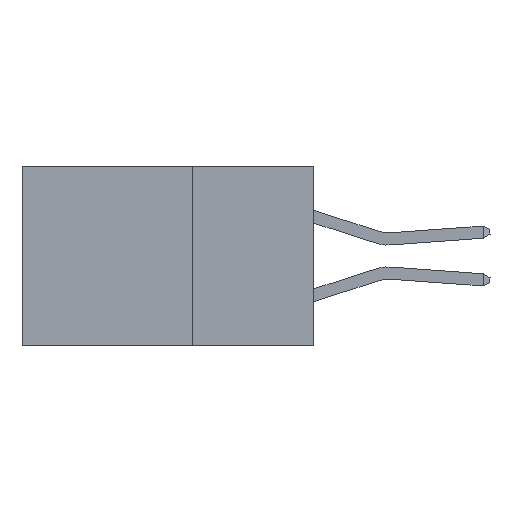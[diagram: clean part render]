
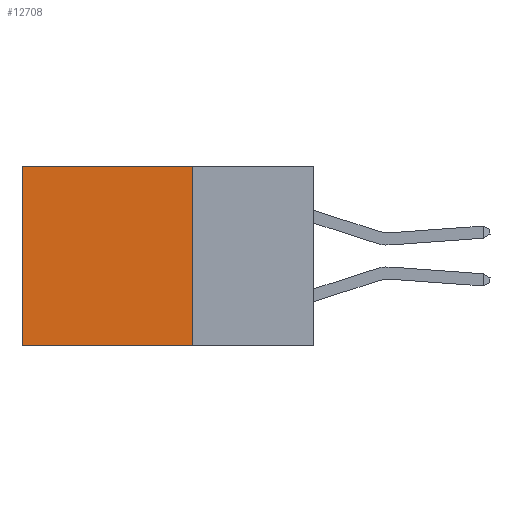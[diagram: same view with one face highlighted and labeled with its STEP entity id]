
A CAD part, left-side view. The second image highlights one B-rep face of the part: STEP entity #12708.
In plain terms, the highlighted planar face has unit normal (-1, 0, 0).
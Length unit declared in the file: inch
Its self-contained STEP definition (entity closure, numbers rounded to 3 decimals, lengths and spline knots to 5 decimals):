
#602 = CARTESIAN_POINT ( 'NONE',  ( 0.2875, 0.6, 0. ) ) ;
#612 = VERTEX_POINT ( 'NONE', #14690 ) ;
#683 = ORIENTED_EDGE ( 'NONE', *, *, #17567, .F. ) ;
#1171 = VERTEX_POINT ( 'NONE', #19941 ) ;
#1883 = VERTEX_POINT ( 'NONE', #16594 ) ;
#2214 = LINE ( 'NONE', #4084, #2787 ) ;
#2787 = VECTOR ( 'NONE', #11385, 39.37008 ) ;
#3836 = ORIENTED_EDGE ( 'NONE', *, *, #8447, .T. ) ;
#4084 = CARTESIAN_POINT ( 'NONE',  ( 0.2875, 0.25, 0. ) ) ;
#4354 = LINE ( 'NONE', #15212, #22725 ) ;
#4589 = LINE ( 'NONE', #18774, #18304 ) ;
#5667 = VERTEX_POINT ( 'NONE', #21385 ) ;
#5743 = ORIENTED_EDGE ( 'NONE', *, *, #5872, .T. ) ;
#5872 = EDGE_CURVE ( 'NONE', #612, #1171, #2214, .T. ) ;
#8447 = EDGE_CURVE ( 'NONE', #1171, #5667, #11598, .T. ) ;
#9486 = AXIS2_PLACEMENT_3D ( 'NONE', #11555, #9808, #22078 ) ;
#9808 = DIRECTION ( 'NONE',  ( 1., 0., 0. ) ) ;
#11385 = DIRECTION ( 'NONE',  ( 0., 1., 0. ) ) ;
#11555 = CARTESIAN_POINT ( 'NONE',  ( 0.2875, 0.25, 0. ) ) ;
#11598 = LINE ( 'NONE', #602, #12137 ) ;
#12137 = VECTOR ( 'NONE', #15064, 39.37008 ) ;
#12708 = ADVANCED_FACE ( 'NONE', ( #18059 ), #20343, .F. ) ;
#14690 = CARTESIAN_POINT ( 'NONE',  ( 0.2875, 0.25, 0. ) ) ;
#15064 = DIRECTION ( 'NONE',  ( 0., 0., -1. ) ) ;
#15212 = CARTESIAN_POINT ( 'NONE',  ( 0.2875, 0.25, 0. ) ) ;
#16594 = CARTESIAN_POINT ( 'NONE',  ( 0.2875, 0.25, -0.37 ) ) ;
#16976 = DIRECTION ( 'NONE',  ( 0., 0., -1. ) ) ;
#17567 = EDGE_CURVE ( 'NONE', #612, #1883, #4354, .T. ) ;
#18059 = FACE_OUTER_BOUND ( 'NONE', #20127, .T. ) ;
#18304 = VECTOR ( 'NONE', #20524, 39.37008 ) ;
#18774 = CARTESIAN_POINT ( 'NONE',  ( 0.2875, 0.25, -0.37 ) ) ;
#18776 = ORIENTED_EDGE ( 'NONE', *, *, #21086, .F. ) ;
#19941 = CARTESIAN_POINT ( 'NONE',  ( 0.2875, 0.6, 0. ) ) ;
#20127 = EDGE_LOOP ( 'NONE', ( #3836, #18776, #683, #5743 ) ) ;
#20343 = PLANE ( 'NONE',  #9486 ) ;
#20524 = DIRECTION ( 'NONE',  ( 0., 1., 0. ) ) ;
#21086 = EDGE_CURVE ( 'NONE', #1883, #5667, #4589, .T. ) ;
#21385 = CARTESIAN_POINT ( 'NONE',  ( 0.2875, 0.6, -0.37 ) ) ;
#22078 = DIRECTION ( 'NONE',  ( 0., 0., -1. ) ) ;
#22725 = VECTOR ( 'NONE', #16976, 39.37008 ) ;
